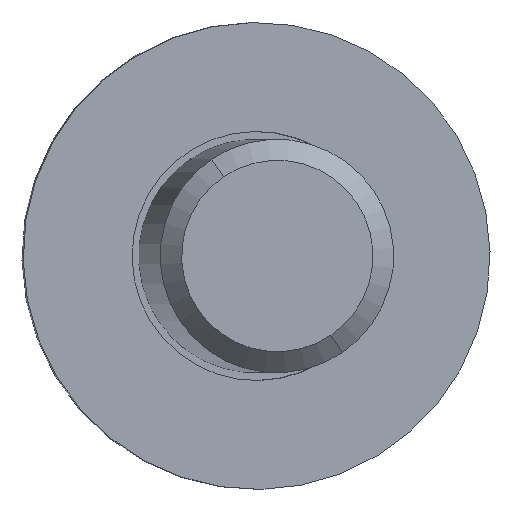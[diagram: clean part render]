
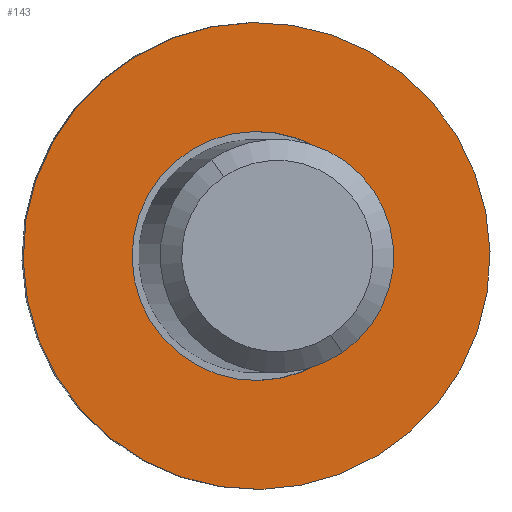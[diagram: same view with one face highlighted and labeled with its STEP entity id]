
A CAD part, front view. The second image highlights one B-rep face of the part: STEP entity #143.
In plain terms, the highlighted face is planar.
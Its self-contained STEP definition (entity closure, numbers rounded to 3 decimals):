
#11 = FACE_BOUND ( 'NONE', #899, .T. ) ;
#17 = CARTESIAN_POINT ( 'NONE',  ( 6., 0., 0. ) ) ;
#55 = CARTESIAN_POINT ( 'NONE',  ( 0., 0., 0. ) ) ;
#64 = ORIENTED_EDGE ( 'NONE', *, *, #404, .F. ) ;
#83 = ORIENTED_EDGE ( 'NONE', *, *, #319, .T. ) ;
#92 = AXIS2_PLACEMENT_3D ( 'NONE', #55, #334, #190 ) ;
#93 = AXIS2_PLACEMENT_3D ( 'NONE', #359, #281, #568 ) ;
#102 = CIRCLE ( 'NONE', #724, 6. ) ;
#105 = CARTESIAN_POINT ( 'NONE',  ( 3.2, 0., 0. ) ) ;
#143 = ADVANCED_FACE ( 'NONE', ( #367, #11 ), #635, .T. ) ;
#169 = DIRECTION ( 'NONE',  ( 0., 0., -1. ) ) ;
#190 = DIRECTION ( 'NONE',  ( -1., 0., 0. ) ) ;
#195 = CARTESIAN_POINT ( 'NONE',  ( -3.2, 0., 0. ) ) ;
#243 = CIRCLE ( 'NONE', #93, 3.2 ) ;
#281 = DIRECTION ( 'NONE',  ( 0., 0., -1. ) ) ;
#283 = DIRECTION ( 'NONE',  ( 0., 0., -1. ) ) ;
#319 = EDGE_CURVE ( 'NONE', #847, #477, #102, .T. ) ;
#334 = DIRECTION ( 'NONE',  ( 0., 0., -1. ) ) ;
#343 = ORIENTED_EDGE ( 'NONE', *, *, #767, .F. ) ;
#353 = AXIS2_PLACEMENT_3D ( 'NONE', #784, #283, #564 ) ;
#359 = CARTESIAN_POINT ( 'NONE',  ( 0., 0., 0. ) ) ;
#367 = FACE_OUTER_BOUND ( 'NONE', #769, .T. ) ;
#404 = EDGE_CURVE ( 'NONE', #471, #438, #691, .T. ) ;
#438 = VERTEX_POINT ( 'NONE', #195 ) ;
#471 = VERTEX_POINT ( 'NONE', #105 ) ;
#477 = VERTEX_POINT ( 'NONE', #595 ) ;
#519 = DIRECTION ( 'NONE',  ( -1., 0., 0. ) ) ;
#541 = ORIENTED_EDGE ( 'NONE', *, *, #796, .T. ) ;
#564 = DIRECTION ( 'NONE',  ( -1., 0., 0. ) ) ;
#568 = DIRECTION ( 'NONE',  ( -1., 0., 0. ) ) ;
#595 = CARTESIAN_POINT ( 'NONE',  ( -6., 0., 0. ) ) ;
#600 = CARTESIAN_POINT ( 'NONE',  ( 0., 0., 0. ) ) ;
#632 = CIRCLE ( 'NONE', #762, 6. ) ;
#635 = PLANE ( 'NONE',  #353 ) ;
#691 = CIRCLE ( 'NONE', #92, 3.2 ) ;
#724 = AXIS2_PLACEMENT_3D ( 'NONE', #600, #870, #901 ) ;
#762 = AXIS2_PLACEMENT_3D ( 'NONE', #785, #169, #519 ) ;
#767 = EDGE_CURVE ( 'NONE', #438, #471, #243, .T. ) ;
#769 = EDGE_LOOP ( 'NONE', ( #541, #83 ) ) ;
#784 = CARTESIAN_POINT ( 'NONE',  ( 3.2, 0., 0. ) ) ;
#785 = CARTESIAN_POINT ( 'NONE',  ( 0., 0., 0. ) ) ;
#796 = EDGE_CURVE ( 'NONE', #477, #847, #632, .T. ) ;
#847 = VERTEX_POINT ( 'NONE', #17 ) ;
#870 = DIRECTION ( 'NONE',  ( 0., 0., -1. ) ) ;
#899 = EDGE_LOOP ( 'NONE', ( #343, #64 ) ) ;
#901 = DIRECTION ( 'NONE',  ( -1., 0., 0. ) ) ;
